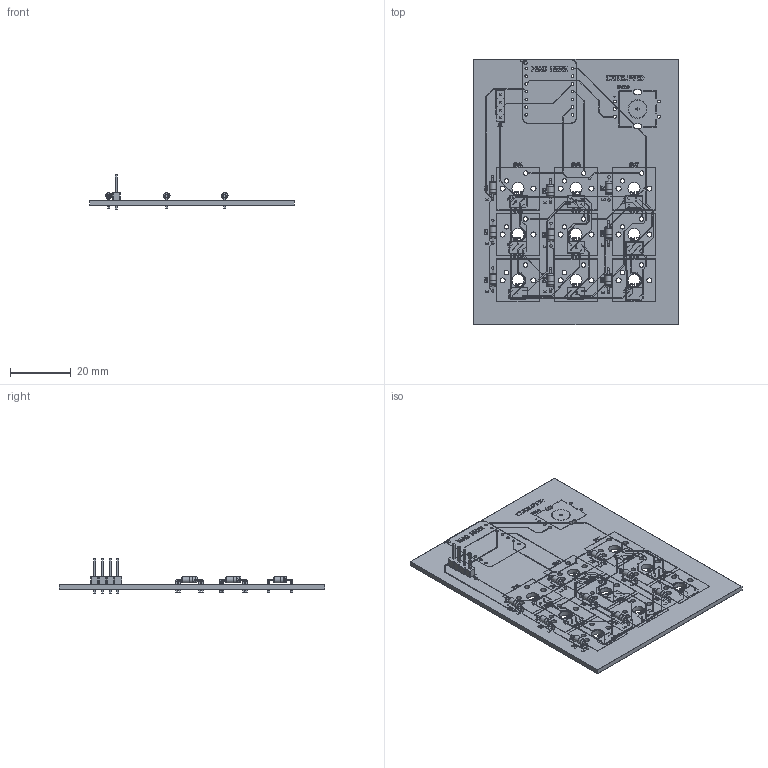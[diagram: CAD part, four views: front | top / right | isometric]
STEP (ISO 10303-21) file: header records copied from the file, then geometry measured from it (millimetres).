
FILE_DESCRIPTION(/* description */ ('KiCad electronic assembly'),/* implementation_level */ '2;1');
FILE_NAME(/* name */ 'mycoolpadPCB.step',/* time_stamp */ '2026-02-01T05:19:33-08:00',/* author */ (''),/* organization */ (''),/* preprocessor_version */ 'ST-DEVELOPER v20.1',/* originating_system */ 'Autodesk Translation Framework v14.24.0.0',/* authorisation */ '');
FILE_SCHEMA (('AUTOMOTIVE_DESIGN { 1 0 10303 214 3 1 1 }'));
Products named in the file (8): mycoolpad 1; PinHeader_1x04_P2.54mm_Vertical; mycoolpad_copper; mycoolpad_silkscreen; mycoolpad_soldermask; mycoolpad_soldermask_1; mycoolpad_PCB; D_DO-35_SOD27_P7.62mm_Horizontal
Assembly tree (15 placements, depth 2):
  mycoolpad 1
    D_DO-35_SOD27_P7.62mm_Horizontal  x9
    PinHeader_1x04_P2.54mm_Vertical
    mycoolpad_copper
    mycoolpad_silkscreen
    mycoolpad_soldermask
    mycoolpad_soldermask_1
    mycoolpad_PCB
Bounding box: 67.17 x 87.17 x 11.54 mm (x, y, z)
Volume: 8738.2 mm3; surface area: 25213.6 mm2
Topology: 77 solids, 196 shells, 1760 faces, 7044 edges, 5597 vertices
Faces by surface type: plane 1434, cylinder 290, torus 36
Full cylindrical faces by diameter (mm): 0.3 x14, 0.5 x27, 0.8 x18, 0.889 x14, 1 x9, 1.5 x18, 1.7 x18, 2 x18, 2.02 x9, 4 x9
Entity records: 72399 total; most frequent: CARTESIAN_POINT 13928, DIRECTION 11448, ORIENTED_EDGE 10887, EDGE_CURVE 6820, LINE 5502, VECTOR 5502, VERTEX_POINT 5453, AXIS2_PLACEMENT_3D 2973
